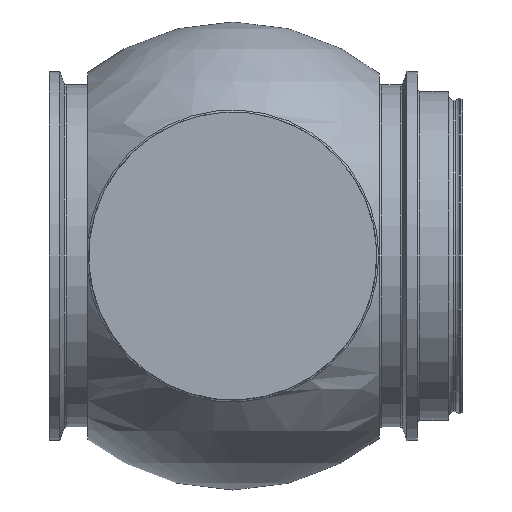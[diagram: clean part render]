
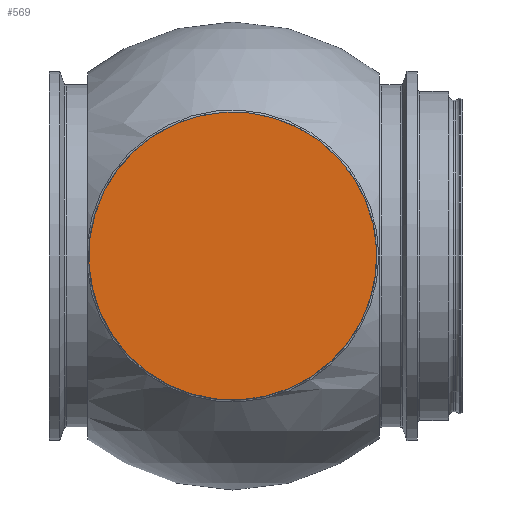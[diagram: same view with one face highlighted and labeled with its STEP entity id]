
A CAD part, left-side view. The second image highlights one B-rep face of the part: STEP entity #569.
In plain terms, the highlighted planar face has unit normal (-1, 0, 0).
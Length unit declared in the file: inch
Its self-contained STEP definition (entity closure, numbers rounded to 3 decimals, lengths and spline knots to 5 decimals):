
#24=PLANE('',#687);
#75=FACE_OUTER_BOUND('',#111,.T.);
#111=EDGE_LOOP('',(#528,#529));
#144=CIRCLE('',#593,2.);
#145=CIRCLE('',#594,2.);
#213=VERTEX_POINT('',#908);
#214=VERTEX_POINT('',#910);
#275=EDGE_CURVE('',#213,#214,#144,.T.);
#276=EDGE_CURVE('',#214,#213,#145,.T.);
#528=ORIENTED_EDGE('',*,*,#276,.F.);
#529=ORIENTED_EDGE('',*,*,#275,.F.);
#569=ADVANCED_FACE('',(#75),#24,.F.);
#593=AXIS2_PLACEMENT_3D('',#911,#697,#698);
#594=AXIS2_PLACEMENT_3D('',#912,#699,#700);
#687=AXIS2_PLACEMENT_3D('',#1130,#899,#900);
#697=DIRECTION('center_axis',(1.,0.,0.));
#698=DIRECTION('ref_axis',(0.,0.12,-0.993));
#699=DIRECTION('center_axis',(1.,0.,0.));
#700=DIRECTION('ref_axis',(0.,0.12,-0.993));
#899=DIRECTION('center_axis',(1.,0.,0.));
#900=DIRECTION('ref_axis',(0.,0.12,-0.993));
#908=CARTESIAN_POINT('',(-6.01,2.95223,1.98545));
#910=CARTESIAN_POINT('',(-6.01,3.43377,-1.98545));
#911=CARTESIAN_POINT('Origin',(-6.01,3.193,0.));
#912=CARTESIAN_POINT('Origin',(-6.01,3.193,0.));
#1130=CARTESIAN_POINT('Origin',(-6.01,3.193,0.));
